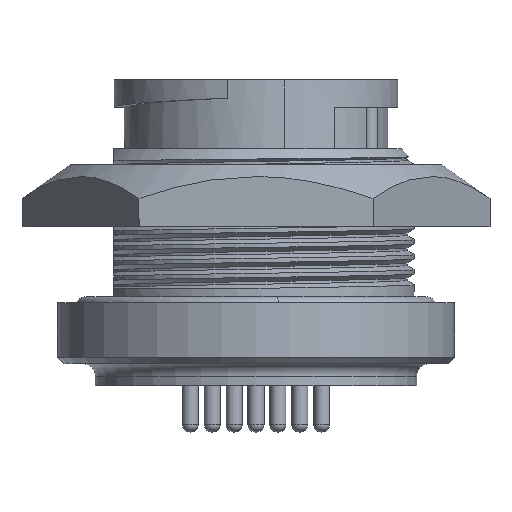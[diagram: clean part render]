
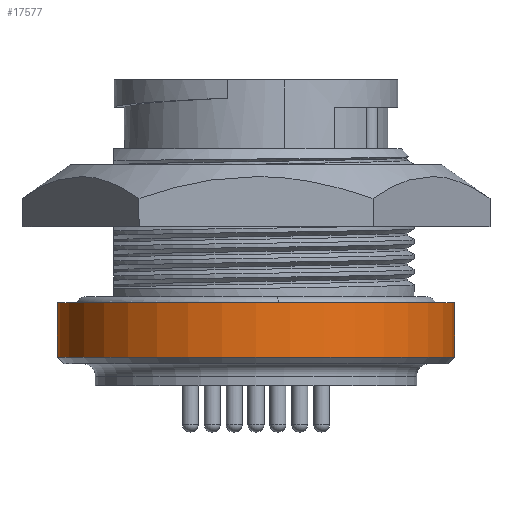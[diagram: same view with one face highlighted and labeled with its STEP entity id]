
A CAD part, front view. The second image highlights one B-rep face of the part: STEP entity #17577.
In plain terms, the highlighted cylindrical face has radius 12.446 mm (diameter 24.892 mm), a partial arc.
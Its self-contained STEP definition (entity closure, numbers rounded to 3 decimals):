
#850 = ORIENTED_EDGE ( 'NONE', *, *, #1853, .F. ) ;
#1853 = EDGE_CURVE ( 'NONE', #14871, #2187, #11919, .T. ) ;
#2187 = VERTEX_POINT ( 'NONE', #10212 ) ;
#2204 = AXIS2_PLACEMENT_3D ( 'NONE', #13436, #13371, #14813 ) ;
#3605 = CARTESIAN_POINT ( 'NONE',  ( -12.446, 0., 5.207 ) ) ;
#3905 = AXIS2_PLACEMENT_3D ( 'NONE', #12178, #3995, #13546 ) ;
#3995 = DIRECTION ( 'NONE',  ( 0., 0., 1. ) ) ;
#4155 = EDGE_CURVE ( 'NONE', #8424, #14871, #17210, .T. ) ;
#4273 = CARTESIAN_POINT ( 'NONE',  ( -12.446, 0., 4.981 ) ) ;
#4652 = AXIS2_PLACEMENT_3D ( 'NONE', #5854, #15393, #7228 ) ;
#5083 = VECTOR ( 'NONE', #12573, 1000. ) ;
#5854 = CARTESIAN_POINT ( 'NONE',  ( 0., 0., 5.207 ) ) ;
#6189 = VERTEX_POINT ( 'NONE', #15450 ) ;
#6355 = CYLINDRICAL_SURFACE ( 'NONE', #2204, 12.446 ) ;
#7228 = DIRECTION ( 'NONE',  ( 1., 0., 0. ) ) ;
#7716 = EDGE_LOOP ( 'NONE', ( #850, #10967, #9441, #9644 ) ) ;
#8412 = DIRECTION ( 'NONE',  ( 0., 0., -1. ) ) ;
#8424 = VERTEX_POINT ( 'NONE', #3605 ) ;
#9441 = ORIENTED_EDGE ( 'NONE', *, *, #9876, .T. ) ;
#9644 = ORIENTED_EDGE ( 'NONE', *, *, #15705, .T. ) ;
#9876 = EDGE_CURVE ( 'NONE', #8424, #6189, #13212, .T. ) ;
#10040 = VECTOR ( 'NONE', #8412, 1000. ) ;
#10212 = CARTESIAN_POINT ( 'NONE',  ( 12.446, 0., 1.803 ) ) ;
#10967 = ORIENTED_EDGE ( 'NONE', *, *, #4155, .F. ) ;
#11919 = LINE ( 'NONE', #13956, #5083 ) ;
#12178 = CARTESIAN_POINT ( 'NONE',  ( 0., 0., 1.803 ) ) ;
#12573 = DIRECTION ( 'NONE',  ( 0., 0., -1. ) ) ;
#13212 = LINE ( 'NONE', #4273, #10040 ) ;
#13371 = DIRECTION ( 'NONE',  ( 0., 0., -1. ) ) ;
#13436 = CARTESIAN_POINT ( 'NONE',  ( 0., 0., 4.981 ) ) ;
#13546 = DIRECTION ( 'NONE',  ( -1., 0., 0. ) ) ;
#13952 = CARTESIAN_POINT ( 'NONE',  ( 12.446, 0., 5.207 ) ) ;
#13956 = CARTESIAN_POINT ( 'NONE',  ( 12.446, 0., 4.981 ) ) ;
#14034 = FACE_OUTER_BOUND ( 'NONE', #7716, .T. ) ;
#14617 = CIRCLE ( 'NONE', #3905, 12.446 ) ;
#14813 = DIRECTION ( 'NONE',  ( -1., 0., 0. ) ) ;
#14871 = VERTEX_POINT ( 'NONE', #13952 ) ;
#15393 = DIRECTION ( 'NONE',  ( 0., 0., 1. ) ) ;
#15450 = CARTESIAN_POINT ( 'NONE',  ( -12.446, 0., 1.803 ) ) ;
#15705 = EDGE_CURVE ( 'NONE', #6189, #2187, #14617, .T. ) ;
#17210 = CIRCLE ( 'NONE', #4652, 12.446 ) ;
#17577 = ADVANCED_FACE ( 'NONE', ( #14034 ), #6355, .T. ) ;
